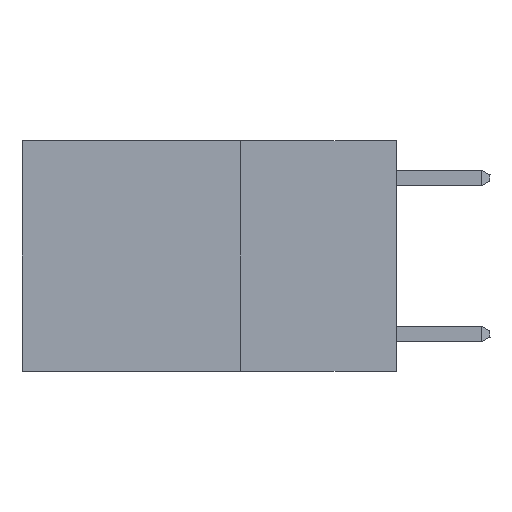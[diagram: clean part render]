
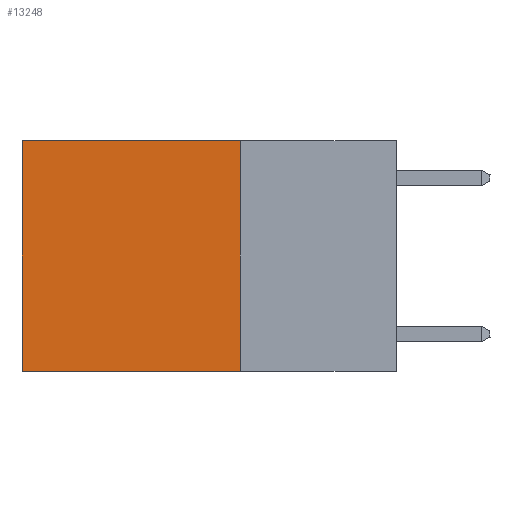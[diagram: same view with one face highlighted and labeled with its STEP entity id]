
A CAD part, left-side view. The second image highlights one B-rep face of the part: STEP entity #13248.
In plain terms, the highlighted planar face has unit normal (-1, 0, 0).
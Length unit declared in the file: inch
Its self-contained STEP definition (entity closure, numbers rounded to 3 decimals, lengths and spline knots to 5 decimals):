
#899 = DIRECTION ( 'NONE',  ( 0., 0., -1. ) ) ;
#1251 = EDGE_CURVE ( 'NONE', #5610, #3062, #2391, .T. ) ;
#1290 = CARTESIAN_POINT ( 'NONE',  ( 0.2625, 0.6, 0. ) ) ;
#1551 = EDGE_CURVE ( 'NONE', #19217, #5610, #16924, .T. ) ;
#1672 = DIRECTION ( 'NONE',  ( 0., 1., 0. ) ) ;
#2391 = LINE ( 'NONE', #7623, #17411 ) ;
#3062 = VERTEX_POINT ( 'NONE', #11960 ) ;
#3486 = VECTOR ( 'NONE', #899, 39.37008 ) ;
#3731 = FACE_OUTER_BOUND ( 'NONE', #5778, .T. ) ;
#3837 = CARTESIAN_POINT ( 'NONE',  ( 0.2625, 0.25, 0. ) ) ;
#5487 = DIRECTION ( 'NONE',  ( 0., 1., 0. ) ) ;
#5610 = VERTEX_POINT ( 'NONE', #1290 ) ;
#5778 = EDGE_LOOP ( 'NONE', ( #11231, #5891, #11866, #16866 ) ) ;
#5891 = ORIENTED_EDGE ( 'NONE', *, *, #12483, .F. ) ;
#6330 = DIRECTION ( 'NONE',  ( 0., 0., -1. ) ) ;
#7368 = CARTESIAN_POINT ( 'NONE',  ( 0.2625, 0.25, 0. ) ) ;
#7518 = PLANE ( 'NONE',  #9981 ) ;
#7623 = CARTESIAN_POINT ( 'NONE',  ( 0.2625, 0.6, 0. ) ) ;
#8513 = VECTOR ( 'NONE', #1672, 39.37008 ) ;
#9981 = AXIS2_PLACEMENT_3D ( 'NONE', #3837, #15872, #17318 ) ;
#11231 = ORIENTED_EDGE ( 'NONE', *, *, #1251, .T. ) ;
#11663 = EDGE_CURVE ( 'NONE', #19217, #18154, #12628, .T. ) ;
#11866 = ORIENTED_EDGE ( 'NONE', *, *, #11663, .F. ) ;
#11960 = CARTESIAN_POINT ( 'NONE',  ( 0.2625, 0.6, -0.37 ) ) ;
#12483 = EDGE_CURVE ( 'NONE', #18154, #3062, #13759, .T. ) ;
#12628 = LINE ( 'NONE', #7368, #3486 ) ;
#13189 = CARTESIAN_POINT ( 'NONE',  ( 0.2625, 0.25, 0. ) ) ;
#13248 = ADVANCED_FACE ( 'NONE', ( #3731 ), #7518, .F. ) ;
#13759 = LINE ( 'NONE', #13979, #15994 ) ;
#13979 = CARTESIAN_POINT ( 'NONE',  ( 0.2625, 0.25, -0.37 ) ) ;
#14375 = CARTESIAN_POINT ( 'NONE',  ( 0.2625, 0.25, -0.37 ) ) ;
#15254 = CARTESIAN_POINT ( 'NONE',  ( 0.2625, 0.25, 0. ) ) ;
#15872 = DIRECTION ( 'NONE',  ( 1., 0., 0. ) ) ;
#15994 = VECTOR ( 'NONE', #5487, 39.37008 ) ;
#16866 = ORIENTED_EDGE ( 'NONE', *, *, #1551, .T. ) ;
#16924 = LINE ( 'NONE', #15254, #8513 ) ;
#17318 = DIRECTION ( 'NONE',  ( 0., 0., -1. ) ) ;
#17411 = VECTOR ( 'NONE', #6330, 39.37008 ) ;
#18154 = VERTEX_POINT ( 'NONE', #14375 ) ;
#19217 = VERTEX_POINT ( 'NONE', #13189 ) ;
